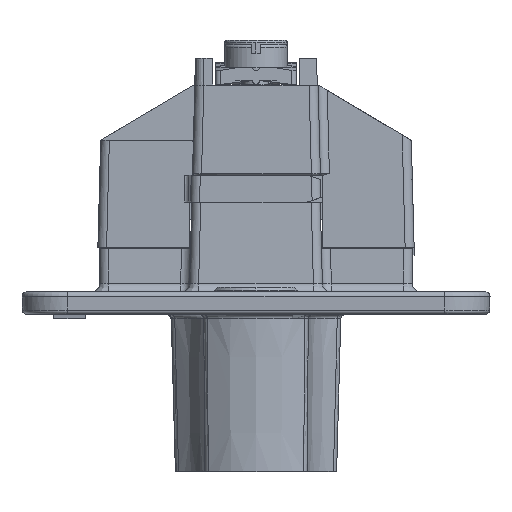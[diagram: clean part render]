
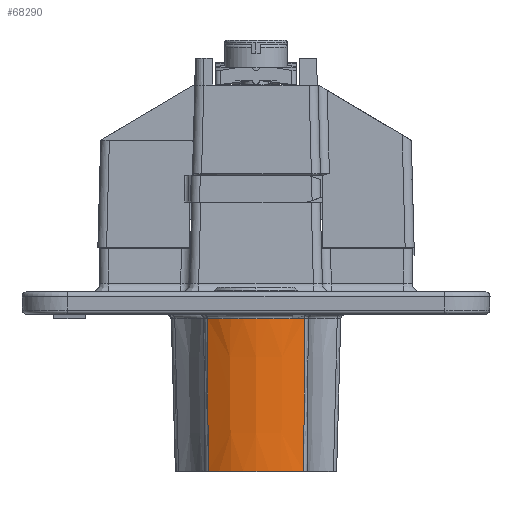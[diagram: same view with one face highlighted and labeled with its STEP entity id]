
A CAD part, left-side view. The second image highlights one B-rep face of the part: STEP entity #68290.
In plain terms, the highlighted conical face has half-angle 1.5 degrees and reference radius 9.224 mm.
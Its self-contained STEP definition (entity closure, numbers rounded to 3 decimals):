
#31846=CARTESIAN_POINT('',(-70.767,5.375,
-2.987));
#31847=CARTESIAN_POINT('',(-70.711,5.368,
-4.872));
#31848=CARTESIAN_POINT('',(-70.6,5.356,
-8.638));
#31849=CARTESIAN_POINT('',(-70.433,5.336,
-14.277));
#31850=CARTESIAN_POINT('',(-70.321,5.322,
-18.028));
#31851=CARTESIAN_POINT('',(-70.265,5.315,
-19.903));
#31892=CARTESIAN_POINT('',(-70.265,-5.315,
-19.903));
#31893=CARTESIAN_POINT('',(-70.321,-5.322,
-18.028));
#31894=CARTESIAN_POINT('',(-70.433,-5.336,
-14.276));
#31895=CARTESIAN_POINT('',(-70.6,-5.356,
-8.638));
#31896=CARTESIAN_POINT('',(-70.711,-5.368,
-4.872));
#31897=CARTESIAN_POINT('',(-70.767,-5.375,
-2.987));
#32142=CARTESIAN_POINT('',(-63.,0.,-2.987));
#32143=DIRECTION('',(0.,0.,-1.));
#32144=DIRECTION('',(-0.822,-0.569,0.));
#32145=AXIS2_PLACEMENT_3D('',#32142,#32143,#32144);
#32150=CARTESIAN_POINT('',(-63.,0.,-2.987));
#32151=DIRECTION('',(0.,0.,-1.));
#32152=DIRECTION('',(-1.,0.,0.));
#32153=AXIS2_PLACEMENT_3D('',#32150,#32151,#32152);
#32529=CARTESIAN_POINT('',(-63.,0.,-19.903));
#32530=DIRECTION('',(0.,0.,1.));
#32531=DIRECTION('',(-0.807,0.59,0.));
#32532=AXIS2_PLACEMENT_3D('',#32529,#32530,#32531);
#32537=CARTESIAN_POINT('',(-63.,0.,-19.903));
#32538=DIRECTION('',(0.,0.,1.));
#32539=DIRECTION('',(-1.,0.,0.));
#32540=AXIS2_PLACEMENT_3D('',#32537,#32538,#32539);
#38297=VERTEX_POINT('',#31846);
#38298=VERTEX_POINT('',#31851);
#38300=VERTEX_POINT('',#31892);
#38301=VERTEX_POINT('',#31897);
#38302=CARTESIAN_POINT('',(-72.003,0.,
-19.903));
#38303=VERTEX_POINT('',#38302);
#38304=CARTESIAN_POINT('',(-72.446,0.,
-2.987));
#38305=VERTEX_POINT('',#38304);
#68272=CARTESIAN_POINT('',(-63.,0.,-11.445));
#68273=DIRECTION('',(0.,0.,1.));
#68274=DIRECTION('',(1.,0.,0.));
#68275=AXIS2_PLACEMENT_3D('',#68272,#68273,#68274);
#68276=CONICAL_SURFACE('',#68275,9.224,1.5);
#68278=ORIENTED_EDGE('',*,*,#68277,.F.);
#68280=ORIENTED_EDGE('',*,*,#68279,.F.);
#68282=ORIENTED_EDGE('',*,*,#68281,.F.);
#68283=ORIENTED_EDGE('',*,*,#68260,.F.);
#68285=ORIENTED_EDGE('',*,*,#68284,.F.);
#68287=ORIENTED_EDGE('',*,*,#68286,.F.);
#68288=EDGE_LOOP('',(#68278,#68280,#68282,#68283,#68285,#68287));
#68289=FACE_OUTER_BOUND('',#68288,.F.);
#68290=ADVANCED_FACE('',(#68289),#68276,.T.);
#31852=B_SPLINE_CURVE_WITH_KNOTS('',3,(#31846,#31847,#31848,#31849,#31850,
#31851),.UNSPECIFIED.,.F.,.F.,(4,1,1,4),(0.,0.333,
0.667,1.),.UNSPECIFIED.);
#31898=B_SPLINE_CURVE_WITH_KNOTS('',3,(#31892,#31893,#31894,#31895,#31896,
#31897),.UNSPECIFIED.,.F.,.F.,(4,1,1,4),(0.,0.333,
0.667,1.),.UNSPECIFIED.);
#32146=CIRCLE('',#32145,9.446);
#32154=CIRCLE('',#32153,9.446);
#32533=CIRCLE('',#32532,9.003);
#32541=CIRCLE('',#32540,9.003);
#68260=EDGE_CURVE('',#38297,#38298,#31852,.T.);
#68277=EDGE_CURVE('',#38300,#38301,#31898,.T.);
#68279=EDGE_CURVE('',#38303,#38300,#32541,.T.);
#68281=EDGE_CURVE('',#38298,#38303,#32533,.T.);
#68284=EDGE_CURVE('',#38305,#38297,#32154,.T.);
#68286=EDGE_CURVE('',#38301,#38305,#32146,.T.);
